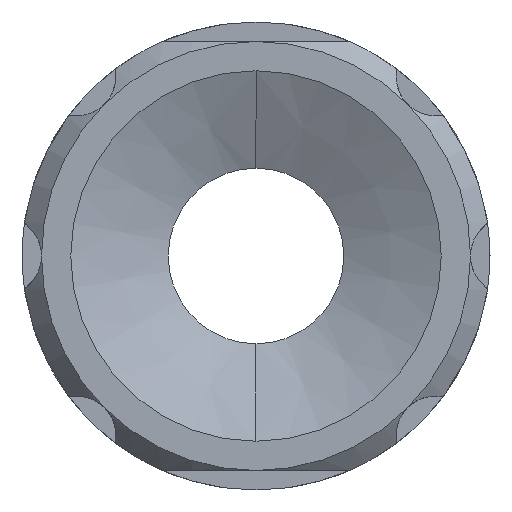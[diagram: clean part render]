
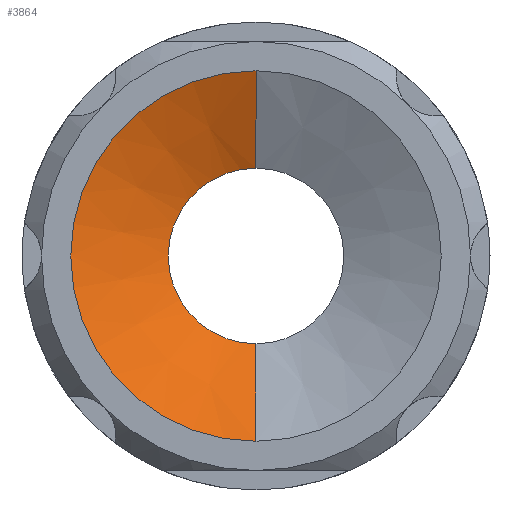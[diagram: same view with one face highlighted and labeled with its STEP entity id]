
A CAD part, front view. The second image highlights one B-rep face of the part: STEP entity #3864.
In plain terms, the highlighted conical face has half-angle 65 degrees and reference radius 9.5 mm.
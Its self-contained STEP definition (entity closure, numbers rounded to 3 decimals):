
#136 = EDGE_CURVE ( 'NONE', #2309, #738, #2881, .T. ) ;
#187 = DIRECTION ( 'NONE',  ( 0., -0.423, 0.906 ) ) ;
#255 = EDGE_CURVE ( 'NONE', #430, #738, #3604, .T. ) ;
#358 = CARTESIAN_POINT ( 'NONE',  ( 0., 16.5, 4.5 ) ) ;
#430 = VERTEX_POINT ( 'NONE', #1570 ) ;
#564 = DIRECTION ( 'NONE',  ( 0., 0., -1. ) ) ;
#585 = CARTESIAN_POINT ( 'NONE',  ( 0., 16.5, 0. ) ) ;
#611 = DIRECTION ( 'NONE',  ( 0., 0., -1. ) ) ;
#676 = ORIENTED_EDGE ( 'NONE', *, *, #136, .T. ) ;
#738 = VERTEX_POINT ( 'NONE', #2087 ) ;
#959 = LINE ( 'NONE', #4062, #1549 ) ;
#1267 = CARTESIAN_POINT ( 'NONE',  ( 0., 14.168, 9.5 ) ) ;
#1279 = ORIENTED_EDGE ( 'NONE', *, *, #255, .F. ) ;
#1327 = DIRECTION ( 'NONE',  ( 0., 1., 0. ) ) ;
#1448 = AXIS2_PLACEMENT_3D ( 'NONE', #1689, #4170, #564 ) ;
#1549 = VECTOR ( 'NONE', #187, 1000. ) ;
#1570 = CARTESIAN_POINT ( 'NONE',  ( 0., 16.5, -4.5 ) ) ;
#1689 = CARTESIAN_POINT ( 'NONE',  ( 0., 14.168, 0. ) ) ;
#1713 = VERTEX_POINT ( 'NONE', #358 ) ;
#1750 = EDGE_LOOP ( 'NONE', ( #3858, #3598, #676, #1279 ) ) ;
#1777 = CONICAL_SURFACE ( 'NONE', #4418, 9.5, 1.134 ) ;
#1790 = DIRECTION ( 'NONE',  ( 0., -0.423, -0.906 ) ) ;
#1866 = CIRCLE ( 'NONE', #4499, 4.5 ) ;
#2087 = CARTESIAN_POINT ( 'NONE',  ( 0., 14.168, -9.5 ) ) ;
#2169 = VECTOR ( 'NONE', #1790, 1000. ) ;
#2309 = VERTEX_POINT ( 'NONE', #1267 ) ;
#2427 = FACE_OUTER_BOUND ( 'NONE', #1750, .T. ) ;
#2805 = DIRECTION ( 'NONE',  ( 0., 0., -1. ) ) ;
#2881 = CIRCLE ( 'NONE', #1448, 9.5 ) ;
#3167 = DIRECTION ( 'NONE',  ( 0., -1., 0. ) ) ;
#3522 = CARTESIAN_POINT ( 'NONE',  ( 0., 14.168, 0. ) ) ;
#3592 = EDGE_CURVE ( 'NONE', #430, #1713, #1866, .T. ) ;
#3598 = ORIENTED_EDGE ( 'NONE', *, *, #3774, .T. ) ;
#3604 = LINE ( 'NONE', #3997, #2169 ) ;
#3774 = EDGE_CURVE ( 'NONE', #1713, #2309, #959, .T. ) ;
#3858 = ORIENTED_EDGE ( 'NONE', *, *, #3592, .T. ) ;
#3864 = ADVANCED_FACE ( 'NONE', ( #2427 ), #1777, .F. ) ;
#3997 = CARTESIAN_POINT ( 'NONE',  ( 0., 14.168, -9.5 ) ) ;
#4062 = CARTESIAN_POINT ( 'NONE',  ( 0., 14.168, 9.5 ) ) ;
#4170 = DIRECTION ( 'NONE',  ( 0., -1., 0. ) ) ;
#4418 = AXIS2_PLACEMENT_3D ( 'NONE', #3522, #3167, #2805 ) ;
#4499 = AXIS2_PLACEMENT_3D ( 'NONE', #585, #1327, #611 ) ;
